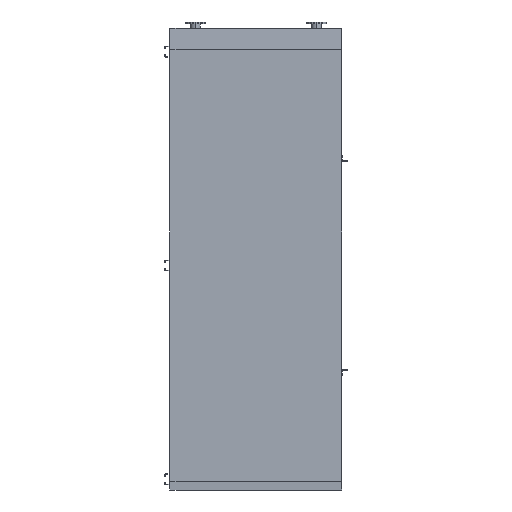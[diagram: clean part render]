
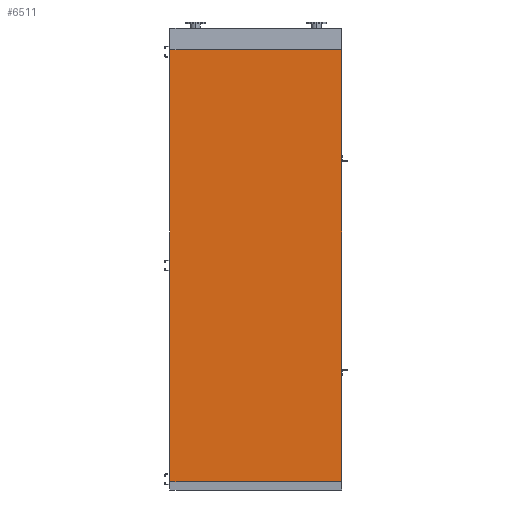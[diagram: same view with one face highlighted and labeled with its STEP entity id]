
A CAD part, front view. The second image highlights one B-rep face of the part: STEP entity #6511.
In plain terms, the highlighted planar face has unit normal (0, -1, 0).
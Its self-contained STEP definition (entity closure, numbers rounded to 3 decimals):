
#237 = CARTESIAN_POINT ( 'NONE',  ( -965., 0., -4850. ) ) ;
#670 = VECTOR ( 'NONE', #1929, 1000. ) ;
#1306 = VERTEX_POINT ( 'NONE', #12342 ) ;
#1560 = LINE ( 'NONE', #10595, #14392 ) ;
#1929 = DIRECTION ( 'NONE',  ( 1., 0., 0. ) ) ;
#3571 = VERTEX_POINT ( 'NONE', #9633 ) ;
#3830 = ORIENTED_EDGE ( 'NONE', *, *, #6584, .F. ) ;
#3869 = VERTEX_POINT ( 'NONE', #6680 ) ;
#3970 = ORIENTED_EDGE ( 'NONE', *, *, #10601, .F. ) ;
#4041 = DIRECTION ( 'NONE',  ( 1., 0., 0. ) ) ;
#4552 = DIRECTION ( 'NONE',  ( 0., 0., -1. ) ) ;
#4671 = EDGE_LOOP ( 'NONE', ( #3970, #3830, #13697, #9608 ) ) ;
#4733 = VECTOR ( 'NONE', #4041, 1000. ) ;
#4932 = CARTESIAN_POINT ( 'NONE',  ( 965., 0., -4850. ) ) ;
#5063 = DIRECTION ( 'NONE',  ( 0., 0., 1. ) ) ;
#5788 = DIRECTION ( 'NONE',  ( 0., -1., 0. ) ) ;
#6511 = ADVANCED_FACE ( 'NONE', ( #9947 ), #6598, .T. ) ;
#6584 = EDGE_CURVE ( 'NONE', #7464, #3869, #1560, .T. ) ;
#6598 = PLANE ( 'NONE',  #12757 ) ;
#6680 = CARTESIAN_POINT ( 'NONE',  ( -965., 0., 0. ) ) ;
#6830 = EDGE_CURVE ( 'NONE', #7464, #3571, #9505, .T. ) ;
#7464 = VERTEX_POINT ( 'NONE', #10375 ) ;
#7483 = LINE ( 'NONE', #4932, #11931 ) ;
#8328 = LINE ( 'NONE', #9573, #4733 ) ;
#9505 = LINE ( 'NONE', #9797, #670 ) ;
#9573 = CARTESIAN_POINT ( 'NONE',  ( -965., 0., 0. ) ) ;
#9608 = ORIENTED_EDGE ( 'NONE', *, *, #10219, .T. ) ;
#9633 = CARTESIAN_POINT ( 'NONE',  ( 965., 0., -4850. ) ) ;
#9797 = CARTESIAN_POINT ( 'NONE',  ( -965., 0., -4850. ) ) ;
#9947 = FACE_OUTER_BOUND ( 'NONE', #4671, .T. ) ;
#10219 = EDGE_CURVE ( 'NONE', #3571, #1306, #7483, .T. ) ;
#10375 = CARTESIAN_POINT ( 'NONE',  ( -965., 0., -4850. ) ) ;
#10595 = CARTESIAN_POINT ( 'NONE',  ( -965., 0., -4850. ) ) ;
#10601 = EDGE_CURVE ( 'NONE', #3869, #1306, #8328, .T. ) ;
#11931 = VECTOR ( 'NONE', #12710, 1000. ) ;
#12342 = CARTESIAN_POINT ( 'NONE',  ( 965., 0., 0. ) ) ;
#12710 = DIRECTION ( 'NONE',  ( 0., 0., 1. ) ) ;
#12757 = AXIS2_PLACEMENT_3D ( 'NONE', #237, #5788, #4552 ) ;
#13697 = ORIENTED_EDGE ( 'NONE', *, *, #6830, .T. ) ;
#14392 = VECTOR ( 'NONE', #5063, 1000. ) ;
